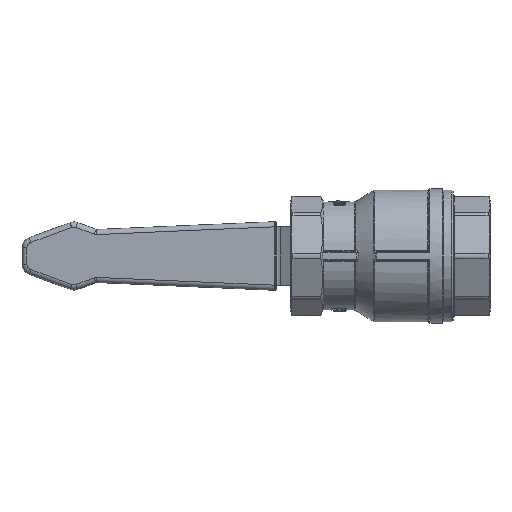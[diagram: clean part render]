
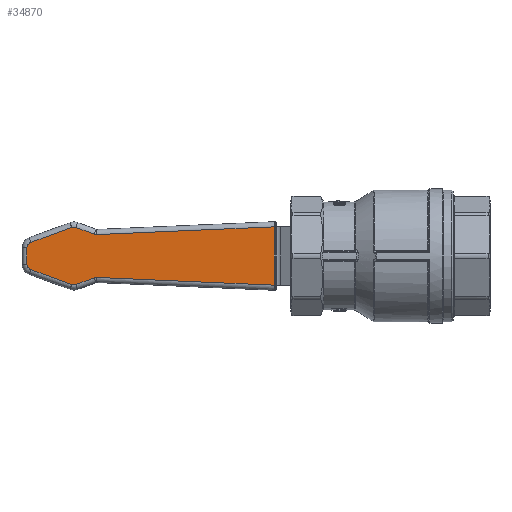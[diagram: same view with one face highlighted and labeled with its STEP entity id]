
A CAD part, front view. The second image highlights one B-rep face of the part: STEP entity #34870.
In plain terms, the highlighted planar face has unit normal (-0.035, -0.999, 0).
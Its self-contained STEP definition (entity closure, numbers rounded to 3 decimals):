
#84 = VERTEX_POINT ( 'NONE', #5068 ) ;
#547 = CARTESIAN_POINT ( 'NONE',  ( -142.209, 55.892, -5. ) ) ;
#1485 = CIRCLE ( 'NONE', #27793, 2. ) ;
#1754 = CARTESIAN_POINT ( 'NONE',  ( -57.76, 52.943, 9.967 ) ) ;
#2396 = EDGE_CURVE ( 'NONE', #10077, #31705, #40413, .T. ) ;
#2549 = CIRCLE ( 'NONE', #37463, 2. ) ;
#2554 = VERTEX_POINT ( 'NONE', #1754 ) ;
#3035 = CARTESIAN_POINT ( 'NONE',  ( -112.398, 54.851, 4.967 ) ) ;
#3040 = CARTESIAN_POINT ( 'NONE',  ( -112.398, 54.851, -4.967 ) ) ;
#3243 = CARTESIAN_POINT ( 'NONE',  ( -108.858, 54.728, 7.735 ) ) ;
#3270 = ORIENTED_EDGE ( 'NONE', *, *, #30703, .F. ) ;
#3473 = CARTESIAN_POINT ( 'NONE',  ( -57.76, 52.943, 0. ) ) ;
#4357 = CARTESIAN_POINT ( 'NONE',  ( -140.894, 55.846, 4.655 ) ) ;
#4849 = DIRECTION ( 'NONE',  ( -0.998, 0.035, 0.044 ) ) ;
#5068 = CARTESIAN_POINT ( 'NONE',  ( -57.76, 52.943, -9.967 ) ) ;
#5289 = EDGE_CURVE ( 'NONE', #24195, #20599, #7867, .T. ) ;
#5478 = CIRCLE ( 'NONE', #28537, 2. ) ;
#5583 = ORIENTED_EDGE ( 'NONE', *, *, #14089, .F. ) ;
#5658 = CARTESIAN_POINT ( 'NONE',  ( -125.535, 55.31, 9.751 ) ) ;
#5689 = LINE ( 'NONE', #31882, #29363 ) ;
#5975 = DIRECTION ( 'NONE',  ( 0.035, 0.999, 0. ) ) ;
#6430 = LINE ( 'NONE', #21532, #18243 ) ;
#6915 = DIRECTION ( 'NONE',  ( 0.939, -0.033, 0.342 ) ) ;
#7061 = VERTEX_POINT ( 'NONE', #27539 ) ;
#7216 = DIRECTION ( 'NONE',  ( -0.035, -0.999, 0. ) ) ;
#7521 = ORIENTED_EDGE ( 'NONE', *, *, #26707, .F. ) ;
#7867 = CIRCLE ( 'NONE', #36227, 2. ) ;
#8606 = PLANE ( 'NONE',  #17400 ) ;
#8699 = VECTOR ( 'NONE', #4849, 1000. ) ;
#9079 = CARTESIAN_POINT ( 'NONE',  ( -126.902, 55.358, 9.751 ) ) ;
#10042 = DIRECTION ( 'NONE',  ( -0.939, 0.033, -0.342 ) ) ;
#10077 = VERTEX_POINT ( 'NONE', #5658 ) ;
#10079 = CARTESIAN_POINT ( 'NONE',  ( -119.179, 55.088, -7.436 ) ) ;
#10267 = LINE ( 'NONE', #3473, #35633 ) ;
#10531 = DIRECTION ( 'NONE',  ( -0.152, 0.005, 0.988 ) ) ;
#11083 = AXIS2_PLACEMENT_3D ( 'NONE', #34860, #25745, #38365 ) ;
#11176 = CARTESIAN_POINT ( 'NONE',  ( -119.179, 55.088, 7.436 ) ) ;
#11198 = CARTESIAN_POINT ( 'NONE',  ( -140.894, 55.846, -4.655 ) ) ;
#11223 = VECTOR ( 'NONE', #19348, 1000. ) ;
#11732 = CIRCLE ( 'NONE', #11083, 2. ) ;
#11929 = AXIS2_PLACEMENT_3D ( 'NONE', #16938, #32804, #13626 ) ;
#12323 = DIRECTION ( 'NONE',  ( 0., 0., -1. ) ) ;
#13141 = DIRECTION ( 'NONE',  ( 0., 0., 1. ) ) ;
#13542 = LINE ( 'NONE', #547, #21648 ) ;
#13626 = DIRECTION ( 'NONE',  ( -0.819, 0.029, 0.574 ) ) ;
#14089 = EDGE_CURVE ( 'NONE', #31705, #7061, #2549, .T. ) ;
#15165 = VERTEX_POINT ( 'NONE', #38978 ) ;
#15450 = DIRECTION ( 'NONE',  ( 0.939, -0.033, -0.342 ) ) ;
#15962 = CARTESIAN_POINT ( 'NONE',  ( -142.209, 55.892, -2.776 ) ) ;
#16434 = EDGE_LOOP ( 'NONE', ( #17988, #24473, #5583, #38017, #20388, #30136, #25915, #3270, #27832, #7521, #31383, #31827, #21280, #38690 ) ) ;
#16608 = EDGE_CURVE ( 'NONE', #19637, #19930, #17899, .T. ) ;
#16895 = DIRECTION ( 'NONE',  ( 0., 0., -1. ) ) ;
#16938 = CARTESIAN_POINT ( 'NONE',  ( -140.21, 55.822, 2.776 ) ) ;
#17351 = DIRECTION ( 'NONE',  ( -0.035, -0.999, 0. ) ) ;
#17400 = AXIS2_PLACEMENT_3D ( 'NONE', #30684, #37313, #12323 ) ;
#17899 = CIRCLE ( 'NONE', #11929, 2. ) ;
#17988 = ORIENTED_EDGE ( 'NONE', *, *, #29635, .F. ) ;
#18243 = VECTOR ( 'NONE', #40316, 1000. ) ;
#18287 = LINE ( 'NONE', #23653, #8699 ) ;
#18757 = LINE ( 'NONE', #3243, #11223 ) ;
#19325 = CARTESIAN_POINT ( 'NONE',  ( -125.535, 55.31, -9.751 ) ) ;
#19348 = DIRECTION ( 'NONE',  ( 0.998, -0.035, 0.044 ) ) ;
#19612 = CARTESIAN_POINT ( 'NONE',  ( -126.902, 55.358, -9.751 ) ) ;
#19637 = VERTEX_POINT ( 'NONE', #38091 ) ;
#19930 = VERTEX_POINT ( 'NONE', #4357 ) ;
#20045 = VERTEX_POINT ( 'NONE', #19612 ) ;
#20388 = ORIENTED_EDGE ( 'NONE', *, *, #34422, .F. ) ;
#20599 = VERTEX_POINT ( 'NONE', #15962 ) ;
#20639 = CARTESIAN_POINT ( 'NONE',  ( -118.496, 55.064, -9.316 ) ) ;
#21280 = ORIENTED_EDGE ( 'NONE', *, *, #37773, .F. ) ;
#21478 = DIRECTION ( 'NONE',  ( -0.819, 0.029, -0.574 ) ) ;
#21532 = CARTESIAN_POINT ( 'NONE',  ( -123.606, 55.243, -10.952 ) ) ;
#21646 = LINE ( 'NONE', #3040, #30525 ) ;
#21648 = VECTOR ( 'NONE', #13141, 1000. ) ;
#23653 = CARTESIAN_POINT ( 'NONE',  ( -108.858, 54.728, -7.735 ) ) ;
#24195 = VERTEX_POINT ( 'NONE', #11198 ) ;
#24473 = ORIENTED_EDGE ( 'NONE', *, *, #32260, .F. ) ;
#25417 = CARTESIAN_POINT ( 'NONE',  ( -126.219, 55.334, 7.872 ) ) ;
#25745 = DIRECTION ( 'NONE',  ( 0.035, 0.999, 0. ) ) ;
#25915 = ORIENTED_EDGE ( 'NONE', *, *, #16608, .F. ) ;
#26707 = EDGE_CURVE ( 'NONE', #20045, #24195, #6430, .T. ) ;
#27539 = CARTESIAN_POINT ( 'NONE',  ( -118.409, 55.061, 7.318 ) ) ;
#27793 = AXIS2_PLACEMENT_3D ( 'NONE', #25417, #27882, #28297 ) ;
#27832 = ORIENTED_EDGE ( 'NONE', *, *, #5289, .F. ) ;
#27882 = DIRECTION ( 'NONE',  ( 0.035, 0.999, 0. ) ) ;
#28167 = EDGE_CURVE ( 'NONE', #28780, #20045, #11732, .T. ) ;
#28297 = DIRECTION ( 'NONE',  ( 0., 0., 1. ) ) ;
#28537 = AXIS2_PLACEMENT_3D ( 'NONE', #20639, #17351, #10531 ) ;
#28780 = VERTEX_POINT ( 'NONE', #19325 ) ;
#29363 = VECTOR ( 'NONE', #6915, 1000. ) ;
#29635 = EDGE_CURVE ( 'NONE', #2554, #84, #10267, .T. ) ;
#30136 = ORIENTED_EDGE ( 'NONE', *, *, #36588, .F. ) ;
#30525 = VECTOR ( 'NONE', #10042, 1000. ) ;
#30684 = CARTESIAN_POINT ( 'NONE',  ( -98.554, 54.368, 0. ) ) ;
#30703 = EDGE_CURVE ( 'NONE', #20599, #19637, #13542, .T. ) ;
#31319 = VERTEX_POINT ( 'NONE', #10079 ) ;
#31383 = ORIENTED_EDGE ( 'NONE', *, *, #28167, .F. ) ;
#31705 = VERTEX_POINT ( 'NONE', #11176 ) ;
#31827 = ORIENTED_EDGE ( 'NONE', *, *, #34878, .F. ) ;
#31882 = CARTESIAN_POINT ( 'NONE',  ( -123.606, 55.243, 10.952 ) ) ;
#32260 = EDGE_CURVE ( 'NONE', #7061, #2554, #18757, .T. ) ;
#32804 = DIRECTION ( 'NONE',  ( 0.035, 0.999, 0. ) ) ;
#33214 = VECTOR ( 'NONE', #15450, 1000. ) ;
#33349 = EDGE_CURVE ( 'NONE', #84, #15165, #18287, .T. ) ;
#34422 = EDGE_CURVE ( 'NONE', #34641, #10077, #1485, .T. ) ;
#34641 = VERTEX_POINT ( 'NONE', #9079 ) ;
#34860 = CARTESIAN_POINT ( 'NONE',  ( -126.219, 55.334, -7.872 ) ) ;
#34870 = ADVANCED_FACE ( 'NONE', ( #37106 ), #8606, .F. ) ;
#34878 = EDGE_CURVE ( 'NONE', #31319, #28780, #21646, .T. ) ;
#35513 = CARTESIAN_POINT ( 'NONE',  ( -118.496, 55.064, 9.316 ) ) ;
#35633 = VECTOR ( 'NONE', #16895, 1000. ) ;
#36227 = AXIS2_PLACEMENT_3D ( 'NONE', #37580, #5975, #21478 ) ;
#36588 = EDGE_CURVE ( 'NONE', #19930, #34641, #5689, .T. ) ;
#37106 = FACE_OUTER_BOUND ( 'NONE', #16434, .T. ) ;
#37313 = DIRECTION ( 'NONE',  ( 0.035, 0.999, 0. ) ) ;
#37463 = AXIS2_PLACEMENT_3D ( 'NONE', #35513, #7216, #38833 ) ;
#37580 = CARTESIAN_POINT ( 'NONE',  ( -140.21, 55.822, -2.776 ) ) ;
#37773 = EDGE_CURVE ( 'NONE', #15165, #31319, #5478, .T. ) ;
#38017 = ORIENTED_EDGE ( 'NONE', *, *, #2396, .F. ) ;
#38091 = CARTESIAN_POINT ( 'NONE',  ( -142.209, 55.892, 2.776 ) ) ;
#38365 = DIRECTION ( 'NONE',  ( 0., 0., -1. ) ) ;
#38690 = ORIENTED_EDGE ( 'NONE', *, *, #33349, .F. ) ;
#38833 = DIRECTION ( 'NONE',  ( -0.152, 0.005, -0.988 ) ) ;
#38978 = CARTESIAN_POINT ( 'NONE',  ( -118.409, 55.061, -7.318 ) ) ;
#40316 = DIRECTION ( 'NONE',  ( -0.939, 0.033, 0.342 ) ) ;
#40413 = LINE ( 'NONE', #3035, #33214 ) ;
